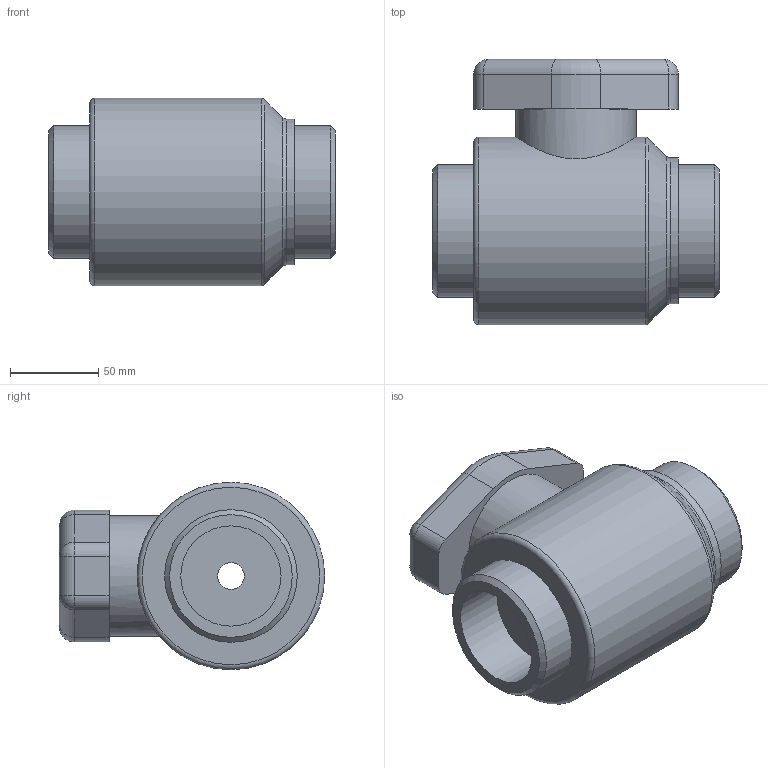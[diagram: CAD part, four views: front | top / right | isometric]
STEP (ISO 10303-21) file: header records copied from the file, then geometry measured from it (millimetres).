
FILE_DESCRIPTION(/* description */ ('PLASSON BALL VALVE DN50 FEMALE 2" BSPT'),/* implementation_level */ '2;1');
FILE_NAME(/* name */ '0370300020_037030F020.ipt.stp',/* time_stamp */ '2017-10-01T14:30:34+03:00',/* author */ ('KIM'),/* organization */ (''),/* preprocessor_version */ 'ST-DEVELOPER v15.6',/* originating_system */ 'Autodesk Inventor 2015',/* authorisation */ '');
FILE_SCHEMA (('AUTOMOTIVE_DESIGN { 1 0 10303 214 3 1 1 }'));
Length unit declared in the file: millimetre
Products named in the file (1): 0370300020_037030F020
Bounding box: 162 x 150 x 106 mm (x, y, z)
Volume: 1264092 mm3; surface area: 95577.3 mm2
Topology: 1 solids, 1 shells, 46 faces, 94 edges, 55 vertices
Faces by surface type: cylinder 20, plane 14, torus 5, sphere 4, cone 3
Full cylindrical faces by diameter (mm): 15.048 x1, 56.656 x2, 67.987 x1, 75 x2, 82.5 x1, 106 x1
Entity records: 1198 total; most frequent: CARTESIAN_POINT 242, DIRECTION 216, ORIENTED_EDGE 154, AXIS2_PLACEMENT_3D 93, EDGE_CURVE 77, EDGE_LOOP 68, VERTEX_POINT 53, FACE_OUTER_BOUND 46
